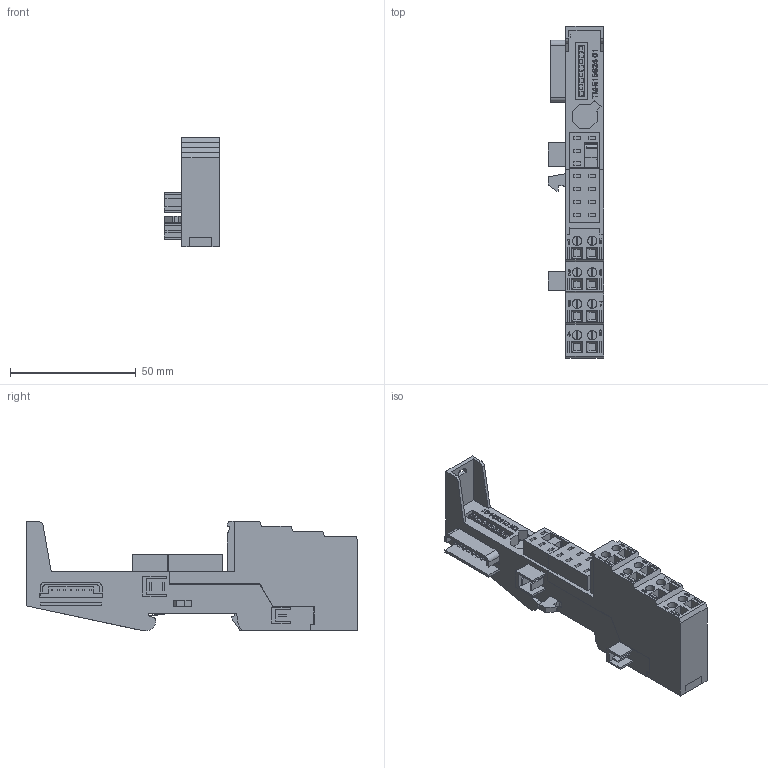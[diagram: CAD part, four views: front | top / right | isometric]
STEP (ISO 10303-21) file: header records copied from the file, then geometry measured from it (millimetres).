
FILE_DESCRIPTION(/* description */ (''),/* implementation_level */ '2;1');
FILE_NAME(/* name */ '6es71934cb200aa0_001_3d.stp',/* time_stamp */ '2011-02-28T10:45:29+01:00',/* author */ ('I. Payrits'),/* organization */ ('Siemens AG'),/* preprocessor_version */ 'ST-DEVELOPER v11',/* originating_system */ 'SIEMENS UGS NX 6.0',/* authorisation */ '');
FILE_SCHEMA (('AUTOMOTIVE_DESIGN { 1 0 10303 214 1 1 1 1 }'));
Length unit declared in the file: millimetre
Products named in the file (3): A5E30232959A_001; A5E30232545A_001; A5E30232957A_001
Assembly tree (2 placements, depth 2):
  A5E30232957A_001
    A5E30232545A_001
    A5E30232959A_001
Bounding box: 22.1 x 132 x 43.6 mm (x, y, z)
Volume: 49915.6 mm3; surface area: 32037.1 mm2
Topology: 66 solids, 66 shells, 1174 faces, 2957 edges, 1953 vertices
Faces by surface type: plane 1078, extrusion 56, cylinder 40
Full cylindrical faces by diameter (mm): 3.65 x8
Entity records: 38659 total; most frequent: CARTESIAN_POINT 9923, ORIENTED_EDGE 5856, DIRECTION 5218, EDGE_CURVE 2928, VECTOR 2762, LINE 2706, VERTEX_POINT 1945, EDGE_LOOP 1325
